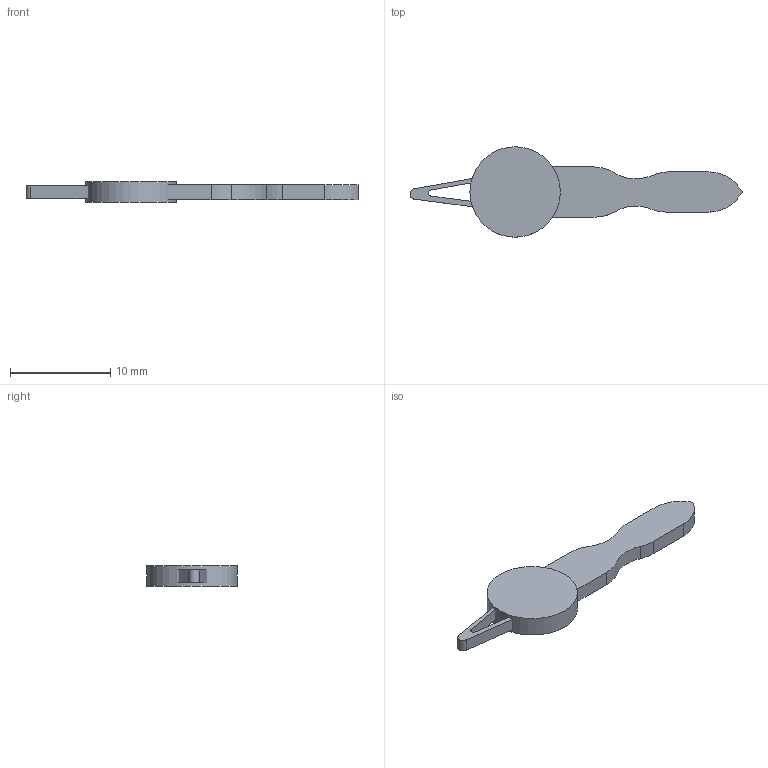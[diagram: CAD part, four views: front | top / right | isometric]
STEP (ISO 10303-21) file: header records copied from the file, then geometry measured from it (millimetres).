
FILE_DESCRIPTION(('HOOPS Exchange Step'),'2;1');
FILE_NAME('temp_export','2023-07-05T20:55:08+19:00',('mobile'),('Shapr3D Limited'),'HOOPS Exchange 2022.2','Shapr3D','Authorized');
FILE_SCHEMA( ('AUTOMOTIVE_DESIGN { 1 0 10303 214 1 1 1 1 }') );
Length unit declared in the file: millimetre
Products named in the file (2): Compass Dial; root
Assembly tree (1 placements, depth 2):
  root
    Compass Dial
Bounding box: 33.05 x 9 x 2 mm (x, y, z)
Volume: 261.3 mm3; surface area: 478.5 mm2
Topology: 3 solids, 3 shells, 28 faces, 68 edges, 46 vertices
Faces by surface type: plane 17, cylinder 10, extrusion 1
Full cylindrical faces by diameter (mm): 9 x1
Entity records: 880 total; most frequent: CARTESIAN_POINT 156, DIRECTION 147, ORIENTED_EDGE 136, EDGE_CURVE 68, AXIS2_PLACEMENT_3D 51, VERTEX_POINT 46, VECTOR 45, LINE 44
